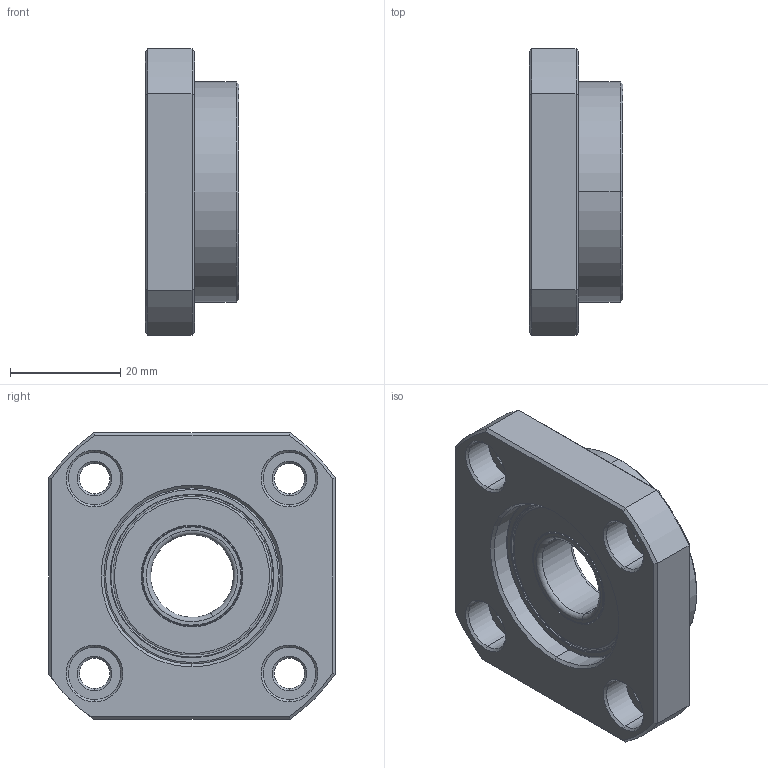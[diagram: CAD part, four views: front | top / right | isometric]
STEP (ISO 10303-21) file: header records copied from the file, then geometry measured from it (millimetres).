
FILE_DESCRIPTION (( 'STEP AP203' ), '1' );
FILE_NAME ('FF15²Õ¦X¥ó.STEP', '2013-01-17T00:53:09', ( '' ), ( '' ), 'SwSTEP 2.0', 'SolidWorks 2012', '' );
FILE_SCHEMA (( 'CONFIG_CONTROL_DESIGN' ));
Length unit declared in the file: millimetre
Products named in the file (8): FF15組合件; 6002; 6002端蓋; 6002外圈; 鋼珠3.96875; 6002保持器; 6002內圈; FF15
Assembly tree (14 placements, depth 3):
  FF15組合件
    FF15
    6002
      6002內圈
      6002保持器
      鋼珠3.96875  x7
      6002外圈
      6002端蓋  x2
Bounding box: 17 x 52 x 52 mm (x, y, z)
Volume: 21053.3 mm3; surface area: 14882.7 mm2
Topology: 13 solids, 13 shells, 279 faces, 666 edges, 407 vertices
Faces by surface type: plane 81, cylinder 77, torus 66, cone 41, sphere 14
Entity records: 8758 total; most frequent: CARTESIAN_POINT 1930, DIRECTION 1326, ORIENTED_EDGE 1166, EDGE_CURVE 583, AXIS2_PLACEMENT_3D 562, VERTEX_POINT 354, CIRCLE 295, EDGE_LOOP 275
